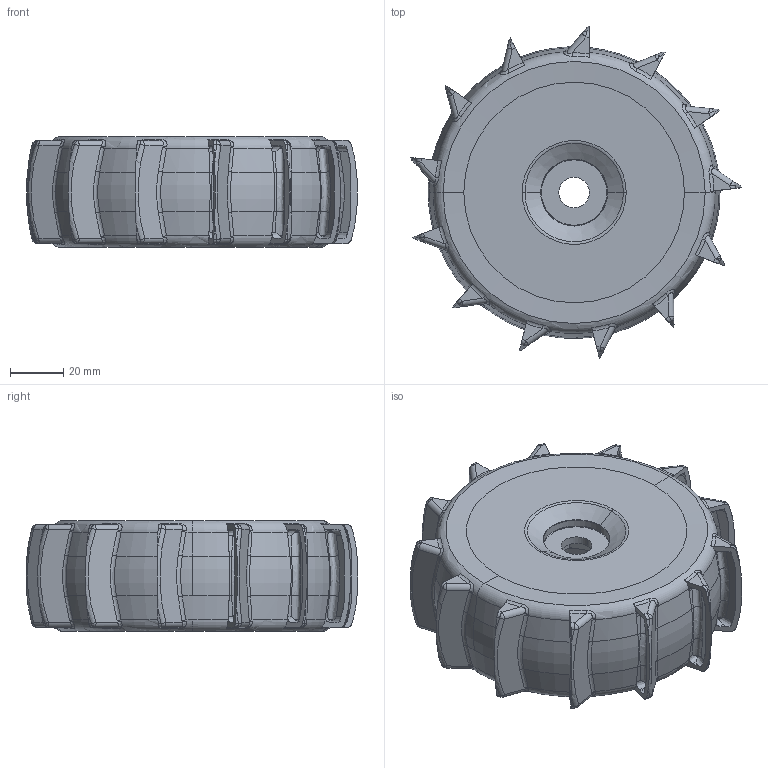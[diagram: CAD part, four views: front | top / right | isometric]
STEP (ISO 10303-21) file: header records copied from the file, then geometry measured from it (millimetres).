
FILE_DESCRIPTION (( 'STEP AP214' ), '1' );
FILE_NAME ('ReelyBuggyWheel_Right.STEP', '2022-04-29T20:37:20', ( '' ), ( '' ), 'SwSTEP 2.0', 'SolidWorks 2021', '' );
FILE_SCHEMA (( 'AUTOMOTIVE_DESIGN' ));
Length unit declared in the file: millimetre
Products named in the file (1): ReelyBuggyWheel_Right
Bounding box: 124.38 x 124.85 x 41.68 mm (x, y, z)
Volume: 215714.7 mm3; surface area: 50459.9 mm2
Topology: 1 solids, 1 shells, 722 faces, 1797 edges, 1081 vertices
Faces by surface type: bspline 208, plane 191, torus 107, sphere 82, cylinder 70, cone 64
Entity records: 36499 total; most frequent: CARTESIAN_POINT 13685, ORIENTED_EDGE 3594, DIRECTION 2418, EDGE_CURVE 1797, VERTEX_POINT 1081, AXIS2_PLACEMENT_3D 1080, B_SPLINE_CURVE_WITH_KNOTS 974, EDGE_LOOP 728
